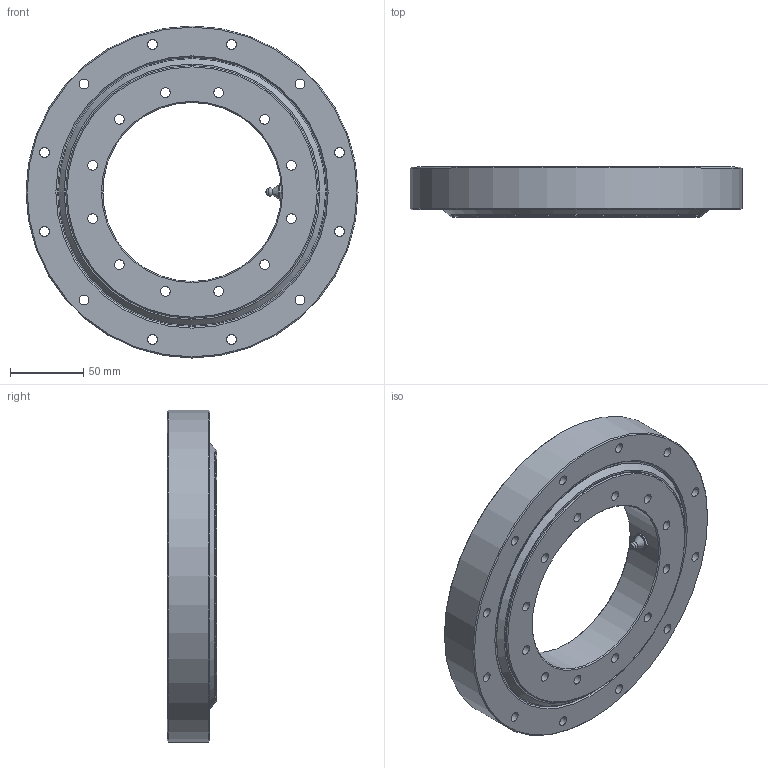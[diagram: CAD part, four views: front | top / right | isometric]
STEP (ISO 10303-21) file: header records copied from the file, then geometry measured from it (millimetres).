
FILE_DESCRIPTION(/* description */ (''),/* implementation_level */ '2;1');
FILE_NAME(/* name */ '30P.0174.13.001.stp',/* time_stamp */ '2022-06-16T14:27:37-04:00',/* author */ ('Gregg.VanSuch'),/* organization */ (''),/* preprocessor_version */ 'ST-DEVELOPER v18.1',/* originating_system */ 'Autodesk Inventor 2021',/* authorisation */ '');
FILE_SCHEMA (('AUTOMOTIVE_DESIGN { 1 0 10303 214 3 1 1 }'));
Length unit declared in the file: inch
Products named in the file (3): 30P.0174.13.001; 30P.0174.13.001_1; 1_8 NPT Fitting
Assembly tree (2 placements, depth 2):
  30P.0174.13.001
    30P.0174.13.001_1
    1_8 NPT Fitting
Bounding box: 226.1 x 34 x 226.1 mm (x, y, z)
Volume: 762547.6 mm3; surface area: 192255.6 mm2
Topology: 6 solids, 6 shells, 212 faces, 580 edges, 385 vertices
Faces by surface type: torus 67, cylinder 47, sphere 44, plane 27, cone 24, bspline 3
Full cylindrical faces by diameter (mm): 2.536 x2, 6.647 x24, 15.175 x1, 15.226 x1, 121.9 x1, 162.475 x1, 162.5 x1, 172 x3, 176 x3, 185.5 x1, 185.525 x1, 226.1 x1
Entity records: 10891 total; most frequent: CARTESIAN_POINT 5383, ORIENTED_EDGE 1160, DIRECTION 1029, EDGE_CURVE 580, AXIS2_PLACEMENT_3D 476, VERTEX_POINT 385, EDGE_LOOP 279, CIRCLE 258
